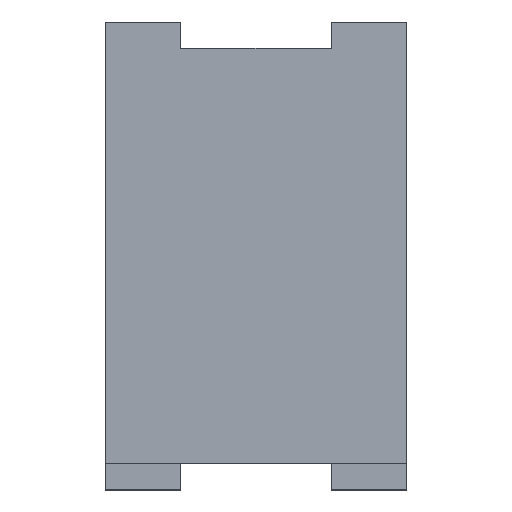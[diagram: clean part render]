
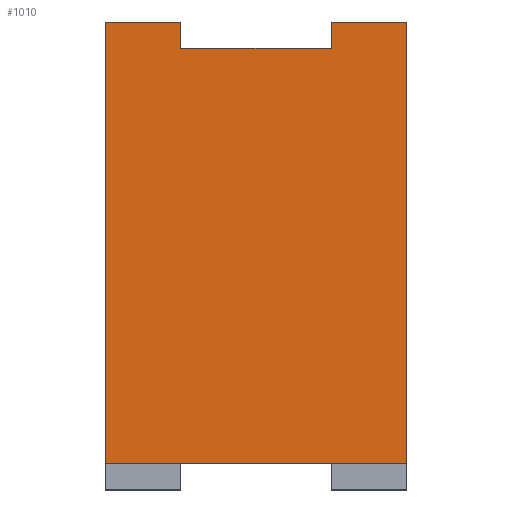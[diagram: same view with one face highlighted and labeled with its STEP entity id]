
A CAD part, top view. The second image highlights one B-rep face of the part: STEP entity #1010.
In plain terms, the highlighted planar face has unit normal (0, 0, 1).
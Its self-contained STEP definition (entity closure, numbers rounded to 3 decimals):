
#23 = CARTESIAN_POINT ( 'NONE',  ( -10., 31., 5. ) ) ;
#40 = VECTOR ( 'NONE', #701, 1000. ) ;
#56 = VECTOR ( 'NONE', #856, 1000. ) ;
#77 = DIRECTION ( 'NONE',  ( 0., 0., 1. ) ) ;
#124 = LINE ( 'NONE', #162, #56 ) ;
#130 = VECTOR ( 'NONE', #718, 1000. ) ;
#136 = LINE ( 'NONE', #437, #704 ) ;
#148 = CARTESIAN_POINT ( 'NONE',  ( -10., 27.5, 5. ) ) ;
#156 = LINE ( 'NONE', #419, #130 ) ;
#162 = CARTESIAN_POINT ( 'NONE',  ( 10., 27.5, 5. ) ) ;
#163 = CARTESIAN_POINT ( 'NONE',  ( 0., 0., 5. ) ) ;
#191 = LINE ( 'NONE', #903, #983 ) ;
#192 = EDGE_LOOP ( 'NONE', ( #260, #677, #719, #492, #496, #640, #459, #410 ) ) ;
#195 = VERTEX_POINT ( 'NONE', #829 ) ;
#233 = VERTEX_POINT ( 'NONE', #23 ) ;
#260 = ORIENTED_EDGE ( 'NONE', *, *, #469, .F. ) ;
#263 = CARTESIAN_POINT ( 'NONE',  ( -10., -27.5, 5. ) ) ;
#308 = VERTEX_POINT ( 'NONE', #397 ) ;
#313 = AXIS2_PLACEMENT_3D ( 'NONE', #163, #77, #930 ) ;
#325 = CARTESIAN_POINT ( 'NONE',  ( -10., 27.5, 5. ) ) ;
#330 = LINE ( 'NONE', #801, #945 ) ;
#344 = VERTEX_POINT ( 'NONE', #325 ) ;
#360 = VERTEX_POINT ( 'NONE', #992 ) ;
#368 = DIRECTION ( 'NONE',  ( -1., 0., 0. ) ) ;
#397 = CARTESIAN_POINT ( 'NONE',  ( 10., 27.5, 5. ) ) ;
#410 = ORIENTED_EDGE ( 'NONE', *, *, #852, .F. ) ;
#414 = PLANE ( 'NONE',  #313 ) ;
#419 = CARTESIAN_POINT ( 'NONE',  ( 20., 32.5, 5. ) ) ;
#427 = FACE_OUTER_BOUND ( 'NONE', #192, .T. ) ;
#437 = CARTESIAN_POINT ( 'NONE',  ( -20., 31., 5. ) ) ;
#459 = ORIENTED_EDGE ( 'NONE', *, *, #554, .T. ) ;
#469 = EDGE_CURVE ( 'NONE', #344, #308, #525, .T. ) ;
#492 = ORIENTED_EDGE ( 'NONE', *, *, #994, .F. ) ;
#496 = ORIENTED_EDGE ( 'NONE', *, *, #517, .F. ) ;
#500 = CARTESIAN_POINT ( 'NONE',  ( -20., -27.5, 5. ) ) ;
#501 = EDGE_CURVE ( 'NONE', #916, #360, #156, .T. ) ;
#517 = EDGE_CURVE ( 'NONE', #360, #630, #840, .T. ) ;
#519 = DIRECTION ( 'NONE',  ( 0., 1., 0. ) ) ;
#525 = LINE ( 'NONE', #649, #631 ) ;
#554 = EDGE_CURVE ( 'NONE', #916, #950, #330, .T. ) ;
#630 = VERTEX_POINT ( 'NONE', #500 ) ;
#631 = VECTOR ( 'NONE', #949, 1000. ) ;
#640 = ORIENTED_EDGE ( 'NONE', *, *, #501, .F. ) ;
#649 = CARTESIAN_POINT ( 'NONE',  ( -10., 27.5, 5. ) ) ;
#677 = ORIENTED_EDGE ( 'NONE', *, *, #726, .F. ) ;
#701 = DIRECTION ( 'NONE',  ( 0., -1., 0. ) ) ;
#704 = VECTOR ( 'NONE', #748, 1000. ) ;
#718 = DIRECTION ( 'NONE',  ( 0., -1., 0. ) ) ;
#719 = ORIENTED_EDGE ( 'NONE', *, *, #868, .T. ) ;
#726 = EDGE_CURVE ( 'NONE', #233, #344, #953, .T. ) ;
#739 = CARTESIAN_POINT ( 'NONE',  ( 20., 31., 5. ) ) ;
#748 = DIRECTION ( 'NONE',  ( -1., 0., 0. ) ) ;
#801 = CARTESIAN_POINT ( 'NONE',  ( -20., 31., 5. ) ) ;
#829 = CARTESIAN_POINT ( 'NONE',  ( -20., 31., 5. ) ) ;
#840 = LINE ( 'NONE', #263, #885 ) ;
#852 = EDGE_CURVE ( 'NONE', #308, #950, #124, .T. ) ;
#856 = DIRECTION ( 'NONE',  ( 0., 1., 0. ) ) ;
#868 = EDGE_CURVE ( 'NONE', #233, #195, #136, .T. ) ;
#875 = DIRECTION ( 'NONE',  ( -1., 0., 0. ) ) ;
#885 = VECTOR ( 'NONE', #875, 1000. ) ;
#887 = CARTESIAN_POINT ( 'NONE',  ( 10., 31., 5. ) ) ;
#903 = CARTESIAN_POINT ( 'NONE',  ( -20., 32.5, 5. ) ) ;
#916 = VERTEX_POINT ( 'NONE', #739 ) ;
#930 = DIRECTION ( 'NONE',  ( 1., 0., 0. ) ) ;
#945 = VECTOR ( 'NONE', #368, 1000. ) ;
#949 = DIRECTION ( 'NONE',  ( 1., 0., 0. ) ) ;
#950 = VERTEX_POINT ( 'NONE', #887 ) ;
#953 = LINE ( 'NONE', #148, #40 ) ;
#983 = VECTOR ( 'NONE', #519, 1000. ) ;
#992 = CARTESIAN_POINT ( 'NONE',  ( 20., -27.5, 5. ) ) ;
#994 = EDGE_CURVE ( 'NONE', #630, #195, #191, .T. ) ;
#1010 = ADVANCED_FACE ( 'NONE', ( #427 ), #414, .T. ) ;
